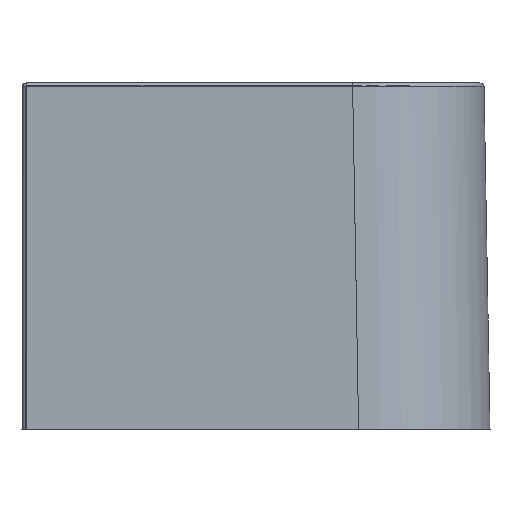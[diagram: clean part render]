
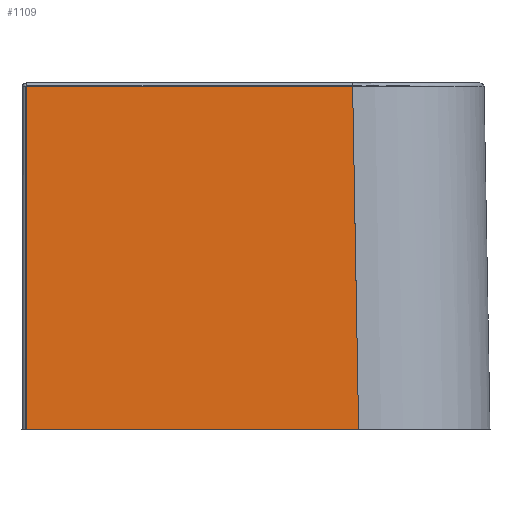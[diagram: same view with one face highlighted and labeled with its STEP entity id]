
A CAD part, front view. The second image highlights one B-rep face of the part: STEP entity #1109.
In plain terms, the highlighted face is planar.
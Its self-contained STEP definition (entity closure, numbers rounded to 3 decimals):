
#950=CARTESIAN_POINT('',(910.473,182.508,0.0));
#951=VERTEX_POINT('',#950);
#959=CARTESIAN_POINT('',(910.473,-393.,0.0));
#960=VERTEX_POINT('',#959);
#961=CARTESIAN_POINT('',(910.473,182.508,0.0));
#962=DIRECTION('',(0.0,-1.0,0.0));
#963=VECTOR('',#962,575.508);
#964=LINE('',#961,#963);
#965=EDGE_CURVE('',#951,#960,#964,.T.);
#1079=CARTESIAN_POINT('',(900.0,0.,600.0));
#1080=DIRECTION('',(1.,0.0,0.017));
#1081=DIRECTION('',(0.017,0.0,-1.));
#1082=AXIS2_PLACEMENT_3D('',#1079,#1080,#1081);
#1083=PLANE('',#1082);
#1084=CARTESIAN_POINT('',(900.12,-393.,593.122));
#1085=VERTEX_POINT('',#1084);
#1086=CARTESIAN_POINT('',(900.12,-393.,593.122));
#1087=DIRECTION('',(0.017,0.0,-1.));
#1088=VECTOR('',#1087,593.213);
#1089=LINE('',#1086,#1088);
#1090=EDGE_CURVE('',#960,#1085,#1089,.F.);
#1091=ORIENTED_EDGE('',*,*,#1090,.F.);
#1092=ORIENTED_EDGE('',*,*,#965,.F.);
#1093=CARTESIAN_POINT('',(900.12,172.155,593.122));
#1094=VERTEX_POINT('',#1093);
#1095=CARTESIAN_POINT('',(900.12,172.155,593.122));
#1096=DIRECTION('',(0.017,0.017,-1.));
#1097=VECTOR('',#1096,593.303);
#1098=LINE('',#1095,#1097);
#1099=EDGE_CURVE('',#1094,#951,#1098,.T.);
#1100=ORIENTED_EDGE('',*,*,#1099,.F.);
#1101=CARTESIAN_POINT('',(900.12,172.155,593.122));
#1102=DIRECTION('',(0.0,-1.0,0.0));
#1103=VECTOR('',#1102,565.155);
#1104=LINE('',#1101,#1103);
#1105=EDGE_CURVE('',#1094,#1085,#1104,.T.);
#1106=ORIENTED_EDGE('',*,*,#1105,.T.);
#1107=EDGE_LOOP('',(#1091,#1092,#1100,#1106));
#1108=FACE_OUTER_BOUND('',#1107,.T.);
#1109=ADVANCED_FACE('',(#1108),#1083,.T.);
